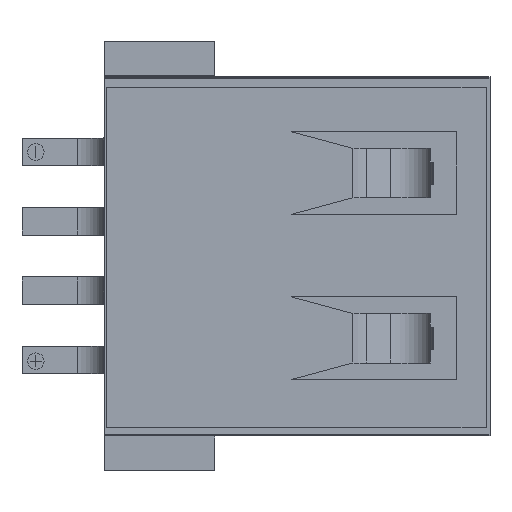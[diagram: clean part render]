
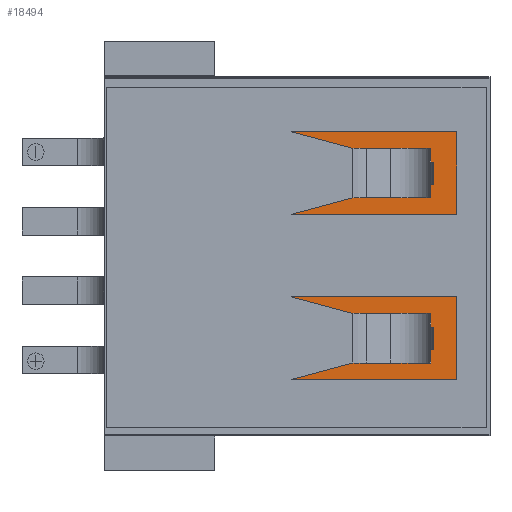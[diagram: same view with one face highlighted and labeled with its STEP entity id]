
A CAD part, top view. The second image highlights one B-rep face of the part: STEP entity #18494.
In plain terms, the highlighted planar face has unit normal (0, 0, 1).
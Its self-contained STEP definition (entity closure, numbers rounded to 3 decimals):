
#14099 = PLANE('',#14100);
#14100 = AXIS2_PLACEMENT_3D('',#14101,#14102,#14103);
#14101 = CARTESIAN_POINT('',(10.,0.2,0.2));
#14102 = DIRECTION('',(1.,0.,0.));
#14103 = DIRECTION('',(0.,0.,1.));
#15676 = VERTEX_POINT('',#15677);
#15677 = CARTESIAN_POINT('',(10.,0.4,5.));
#15691 = PLANE('',#15692);
#15692 = AXIS2_PLACEMENT_3D('',#15693,#15694,#15695);
#15693 = CARTESIAN_POINT('',(10.,0.4,4.));
#15694 = DIRECTION('',(0.,1.,0.));
#15695 = DIRECTION('',(0.,0.,1.));
#15703 = EDGE_CURVE('',#15676,#15704,#15706,.T.);
#15704 = VERTEX_POINT('',#15705);
#15705 = CARTESIAN_POINT('',(10.,12.6,5.));
#15706 = SURFACE_CURVE('',#15707,(#15711,#15718),.PCURVE_S1.);
#15707 = LINE('',#15708,#15709);
#15708 = CARTESIAN_POINT('',(10.,0.4,5.));
#15709 = VECTOR('',#15710,1.);
#15710 = DIRECTION('',(0.,1.,0.));
#15711 = PCURVE('',#14099,#15712);
#15712 = DEFINITIONAL_REPRESENTATION('',(#15713),#15717);
#15713 = LINE('',#15714,#15715);
#15714 = CARTESIAN_POINT('',(4.8,-0.2));
#15715 = VECTOR('',#15716,1.);
#15716 = DIRECTION('',(0.,-1.));
#15717 = ( GEOMETRIC_REPRESENTATION_CONTEXT(2) 
PARAMETRIC_REPRESENTATION_CONTEXT() REPRESENTATION_CONTEXT('2D SPACE',''
  ) );
#15718 = PCURVE('',#15719,#15724);
#15719 = PLANE('',#15720);
#15720 = AXIS2_PLACEMENT_3D('',#15721,#15722,#15723);
#15721 = CARTESIAN_POINT('',(10.,0.4,5.));
#15722 = DIRECTION('',(0.,0.,1.));
#15723 = DIRECTION('',(1.,0.,0.));
#15724 = DEFINITIONAL_REPRESENTATION('',(#15725),#15729);
#15725 = LINE('',#15726,#15727);
#15726 = CARTESIAN_POINT('',(0.,0.));
#15727 = VECTOR('',#15728,1.);
#15728 = DIRECTION('',(0.,1.));
#15729 = ( GEOMETRIC_REPRESENTATION_CONTEXT(2) 
PARAMETRIC_REPRESENTATION_CONTEXT() REPRESENTATION_CONTEXT('2D SPACE',''
  ) );
#15747 = PLANE('',#15748);
#15748 = AXIS2_PLACEMENT_3D('',#15749,#15750,#15751);
#15749 = CARTESIAN_POINT('',(10.,12.6,4.));
#15750 = DIRECTION('',(0.,1.,0.));
#15751 = DIRECTION('',(0.,0.,1.));
#17140 = PLANE('',#17141);
#17141 = AXIS2_PLACEMENT_3D('',#17142,#17143,#17144);
#17142 = CARTESIAN_POINT('',(17.,0.4,4.));
#17143 = DIRECTION('',(1.,0.,0.));
#17144 = DIRECTION('',(0.,0.,1.));
#18245 = EDGE_CURVE('',#15676,#18246,#18248,.T.);
#18246 = VERTEX_POINT('',#18247);
#18247 = CARTESIAN_POINT('',(17.,0.4,5.));
#18248 = SURFACE_CURVE('',#18249,(#18253,#18260),.PCURVE_S1.);
#18249 = LINE('',#18250,#18251);
#18250 = CARTESIAN_POINT('',(10.,0.4,5.));
#18251 = VECTOR('',#18252,1.);
#18252 = DIRECTION('',(1.,0.,0.));
#18253 = PCURVE('',#15691,#18254);
#18254 = DEFINITIONAL_REPRESENTATION('',(#18255),#18259);
#18255 = LINE('',#18256,#18257);
#18256 = CARTESIAN_POINT('',(1.,0.));
#18257 = VECTOR('',#18258,1.);
#18258 = DIRECTION('',(0.,1.));
#18259 = ( GEOMETRIC_REPRESENTATION_CONTEXT(2) 
PARAMETRIC_REPRESENTATION_CONTEXT() REPRESENTATION_CONTEXT('2D SPACE',''
  ) );
#18260 = PCURVE('',#15719,#18261);
#18261 = DEFINITIONAL_REPRESENTATION('',(#18262),#18266);
#18262 = LINE('',#18263,#18264);
#18263 = CARTESIAN_POINT('',(0.,0.));
#18264 = VECTOR('',#18265,1.);
#18265 = DIRECTION('',(1.,0.));
#18266 = ( GEOMETRIC_REPRESENTATION_CONTEXT(2) 
PARAMETRIC_REPRESENTATION_CONTEXT() REPRESENTATION_CONTEXT('2D SPACE',''
  ) );
#18451 = EDGE_CURVE('',#15704,#18452,#18454,.T.);
#18452 = VERTEX_POINT('',#18453);
#18453 = CARTESIAN_POINT('',(17.,12.6,5.));
#18454 = SURFACE_CURVE('',#18455,(#18459,#18466),.PCURVE_S1.);
#18455 = LINE('',#18456,#18457);
#18456 = CARTESIAN_POINT('',(10.,12.6,5.));
#18457 = VECTOR('',#18458,1.);
#18458 = DIRECTION('',(1.,0.,0.));
#18459 = PCURVE('',#15747,#18460);
#18460 = DEFINITIONAL_REPRESENTATION('',(#18461),#18465);
#18461 = LINE('',#18462,#18463);
#18462 = CARTESIAN_POINT('',(1.,0.));
#18463 = VECTOR('',#18464,1.);
#18464 = DIRECTION('',(0.,1.));
#18465 = ( GEOMETRIC_REPRESENTATION_CONTEXT(2) 
PARAMETRIC_REPRESENTATION_CONTEXT() REPRESENTATION_CONTEXT('2D SPACE',''
  ) );
#18466 = PCURVE('',#15719,#18467);
#18467 = DEFINITIONAL_REPRESENTATION('',(#18468),#18472);
#18468 = LINE('',#18469,#18470);
#18469 = CARTESIAN_POINT('',(0.,12.2));
#18470 = VECTOR('',#18471,1.);
#18471 = DIRECTION('',(1.,0.));
#18472 = ( GEOMETRIC_REPRESENTATION_CONTEXT(2) 
PARAMETRIC_REPRESENTATION_CONTEXT() REPRESENTATION_CONTEXT('2D SPACE',''
  ) );
#18494 = ADVANCED_FACE('',(#18495),#15719,.T.);
#18495 = FACE_BOUND('',#18496,.T.);
#18496 = EDGE_LOOP('',(#18497,#18498,#18499,#18520));
#18497 = ORIENTED_EDGE('',*,*,#15703,.F.);
#18498 = ORIENTED_EDGE('',*,*,#18245,.T.);
#18499 = ORIENTED_EDGE('',*,*,#18500,.T.);
#18500 = EDGE_CURVE('',#18246,#18452,#18501,.T.);
#18501 = SURFACE_CURVE('',#18502,(#18506,#18513),.PCURVE_S1.);
#18502 = LINE('',#18503,#18504);
#18503 = CARTESIAN_POINT('',(17.,0.4,5.));
#18504 = VECTOR('',#18505,1.);
#18505 = DIRECTION('',(0.,1.,0.));
#18506 = PCURVE('',#15719,#18507);
#18507 = DEFINITIONAL_REPRESENTATION('',(#18508),#18512);
#18508 = LINE('',#18509,#18510);
#18509 = CARTESIAN_POINT('',(7.,0.));
#18510 = VECTOR('',#18511,1.);
#18511 = DIRECTION('',(0.,1.));
#18512 = ( GEOMETRIC_REPRESENTATION_CONTEXT(2) 
PARAMETRIC_REPRESENTATION_CONTEXT() REPRESENTATION_CONTEXT('2D SPACE',''
  ) );
#18513 = PCURVE('',#17140,#18514);
#18514 = DEFINITIONAL_REPRESENTATION('',(#18515),#18519);
#18515 = LINE('',#18516,#18517);
#18516 = CARTESIAN_POINT('',(1.,0.));
#18517 = VECTOR('',#18518,1.);
#18518 = DIRECTION('',(0.,-1.));
#18519 = ( GEOMETRIC_REPRESENTATION_CONTEXT(2) 
PARAMETRIC_REPRESENTATION_CONTEXT() REPRESENTATION_CONTEXT('2D SPACE',''
  ) );
#18520 = ORIENTED_EDGE('',*,*,#18451,.F.);
